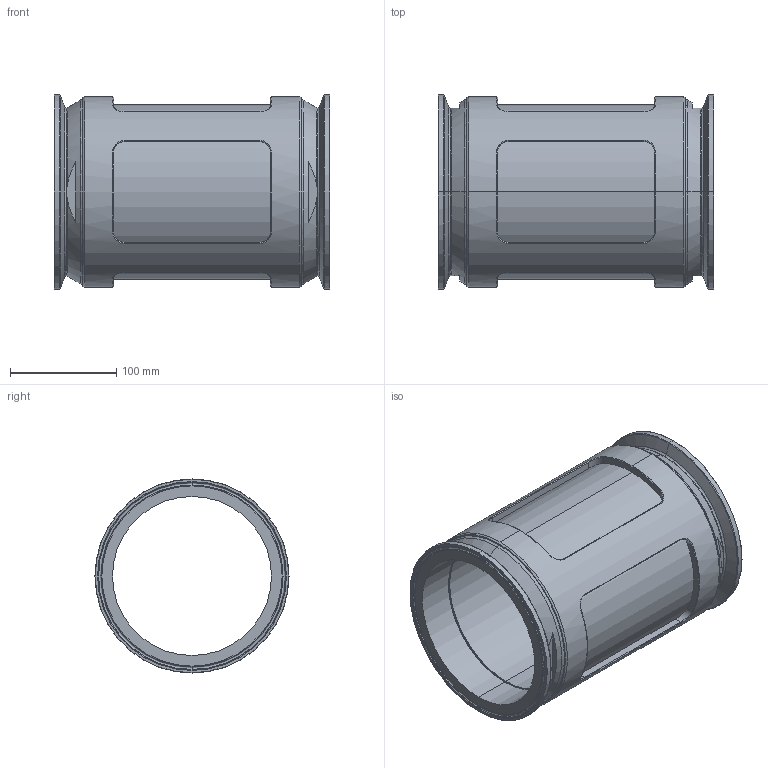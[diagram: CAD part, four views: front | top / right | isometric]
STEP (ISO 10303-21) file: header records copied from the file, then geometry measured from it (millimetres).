
FILE_DESCRIPTION (( 'STEP AP214' ), '1' );
FILE_NAME ('SG.SV.D150.STEP', '2020-02-10T14:32:05', ( '' ), ( '' ), 'SwSTEP 2.0', 'SolidWorks 2019', '' );
FILE_SCHEMA (( 'AUTOMOTIVE_DESIGN' ));
Length unit declared in the file: millimetre
Products named in the file (6): C0444 - SVFI BODIES_DN150; C0444 - SVFI FLANGE ENDS_DN150; DIN 32676 - STD - VFI - GLASS_DN150; C0444 - VFI ORINGS_DN150S; C0444 - VFI ORINGS_DN150C; SG.SV.D150
Assembly tree (8 placements, depth 2):
  SG.SV.D150
    C0444 - SVFI BODIES_DN150
    C0444 - VFI ORINGS_DN150S  x2
    C0444 - SVFI FLANGE ENDS_DN150  x2
    C0444 - VFI ORINGS_DN150C  x2
    DIN 32676 - STD - VFI - GLASS_DN150
Bounding box: 260 x 183 x 183 mm (x, y, z)
Volume: 1352828.4 mm3; surface area: 502257.1 mm2
Topology: 8 solids, 8 shells, 344 faces, 796 edges, 476 vertices
Faces by surface type: cylinder 100, torus 88, plane 72, cone 44, bspline 40
Entity records: 23845 total; most frequent: CARTESIAN_POINT 18056, ORIENTED_EDGE 1206, DIRECTION 1129, EDGE_CURVE 603, AXIS2_PLACEMENT_3D 485, VERTEX_POINT 364, EDGE_LOOP 283, ADVANCED_FACE 257
